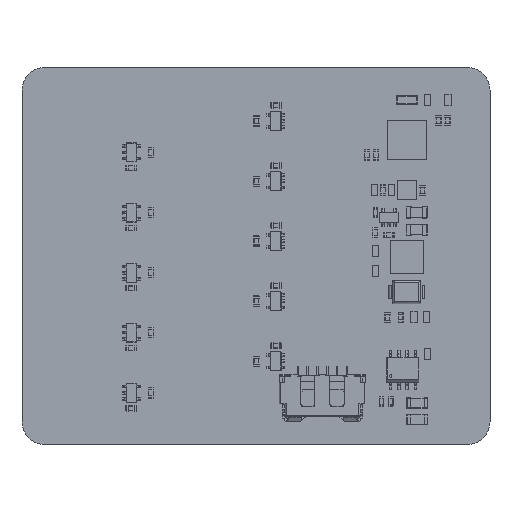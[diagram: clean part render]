
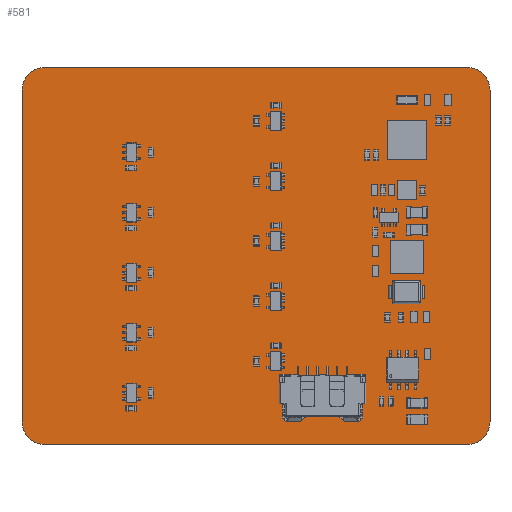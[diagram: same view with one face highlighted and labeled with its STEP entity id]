
A CAD part, top view. The second image highlights one B-rep face of the part: STEP entity #581.
In plain terms, the highlighted planar face has unit normal (0, 0, 1).
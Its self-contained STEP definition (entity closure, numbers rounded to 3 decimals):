
#316 = VERTEX_POINT('',#317);
#317 = CARTESIAN_POINT('',(76.44,76.126,0.411));
#323 = EDGE_CURVE('',#316,#324,#326,.T.);
#324 = VERTEX_POINT('',#325);
#325 = CARTESIAN_POINT('',(79.94,72.626,0.411));
#326 = CIRCLE('',#327,3.5);
#327 = AXIS2_PLACEMENT_3D('',#328,#329,#330);
#328 = CARTESIAN_POINT('',(79.94,76.126,0.411));
#329 = DIRECTION('',(0.,0.,1.));
#330 = DIRECTION('',(-1.,0.,0.));
#356 = EDGE_CURVE('',#324,#357,#359,.T.);
#357 = VERTEX_POINT('',#358);
#358 = CARTESIAN_POINT('',(144.63,72.626,0.411));
#359 = LINE('',#360,#361);
#360 = CARTESIAN_POINT('',(79.94,72.626,0.411));
#361 = VECTOR('',#362,1.);
#362 = DIRECTION('',(1.,0.,0.));
#387 = EDGE_CURVE('',#357,#388,#390,.T.);
#388 = VERTEX_POINT('',#389);
#389 = CARTESIAN_POINT('',(148.13,76.126,0.411));
#390 = CIRCLE('',#391,3.5);
#391 = AXIS2_PLACEMENT_3D('',#392,#393,#394);
#392 = CARTESIAN_POINT('',(144.63,76.126,0.411));
#393 = DIRECTION('',(0.,0.,1.));
#394 = DIRECTION('',(0.,-1.,0.));
#420 = EDGE_CURVE('',#388,#421,#423,.T.);
#421 = VERTEX_POINT('',#422);
#422 = CARTESIAN_POINT('',(148.13,126.909,0.411));
#423 = LINE('',#424,#425);
#424 = CARTESIAN_POINT('',(148.13,76.126,0.411));
#425 = VECTOR('',#426,1.);
#426 = DIRECTION('',(0.,1.,0.));
#451 = EDGE_CURVE('',#421,#452,#454,.T.);
#452 = VERTEX_POINT('',#453);
#453 = CARTESIAN_POINT('',(144.63,130.409,0.411));
#454 = CIRCLE('',#455,3.5);
#455 = AXIS2_PLACEMENT_3D('',#456,#457,#458);
#456 = CARTESIAN_POINT('',(144.63,126.909,0.411));
#457 = DIRECTION('',(0.,0.,1.));
#458 = DIRECTION('',(1.,0.,0.));
#484 = EDGE_CURVE('',#452,#485,#487,.T.);
#485 = VERTEX_POINT('',#486);
#486 = CARTESIAN_POINT('',(79.94,130.409,0.411));
#487 = LINE('',#488,#489);
#488 = CARTESIAN_POINT('',(144.63,130.409,0.411));
#489 = VECTOR('',#490,1.);
#490 = DIRECTION('',(-1.,0.,0.));
#515 = EDGE_CURVE('',#485,#516,#518,.T.);
#516 = VERTEX_POINT('',#517);
#517 = CARTESIAN_POINT('',(76.44,126.909,0.411));
#518 = CIRCLE('',#519,3.5);
#519 = AXIS2_PLACEMENT_3D('',#520,#521,#522);
#520 = CARTESIAN_POINT('',(79.94,126.909,0.411));
#521 = DIRECTION('',(0.,0.,1.));
#522 = DIRECTION('',(0.,1.,0.));
#548 = EDGE_CURVE('',#516,#316,#549,.T.);
#549 = LINE('',#550,#551);
#550 = CARTESIAN_POINT('',(76.44,126.909,0.411));
#551 = VECTOR('',#552,1.);
#552 = DIRECTION('',(0.,-1.,0.));
#581 = ADVANCED_FACE('',(#582),#592,.F.);
#582 = FACE_BOUND('',#583,.T.);
#583 = EDGE_LOOP('',(#584,#585,#586,#587,#588,#589,#590,#591));
#584 = ORIENTED_EDGE('',*,*,#323,.T.);
#585 = ORIENTED_EDGE('',*,*,#356,.T.);
#586 = ORIENTED_EDGE('',*,*,#387,.T.);
#587 = ORIENTED_EDGE('',*,*,#420,.T.);
#588 = ORIENTED_EDGE('',*,*,#451,.T.);
#589 = ORIENTED_EDGE('',*,*,#484,.T.);
#590 = ORIENTED_EDGE('',*,*,#515,.T.);
#591 = ORIENTED_EDGE('',*,*,#548,.T.);
#592 = PLANE('',#593);
#593 = AXIS2_PLACEMENT_3D('',#594,#595,#596);
#594 = CARTESIAN_POINT('',(76.44,76.126,0.411));
#595 = DIRECTION('',(0.,0.,-1.));
#596 = DIRECTION('',(-1.,0.,0.));
